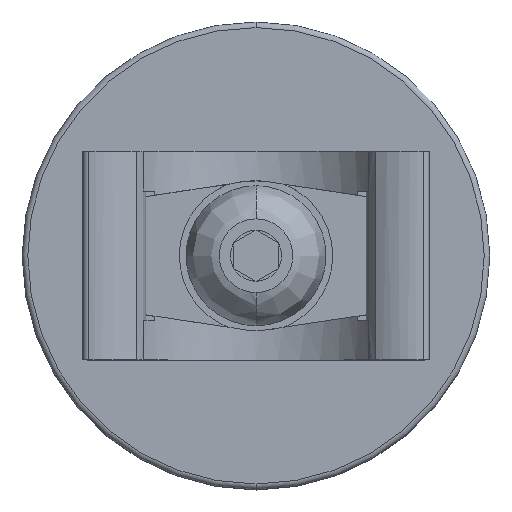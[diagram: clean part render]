
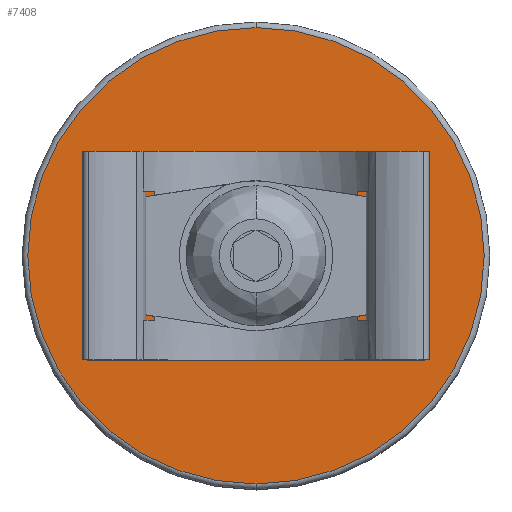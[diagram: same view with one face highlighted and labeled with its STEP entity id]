
A CAD part, top view. The second image highlights one B-rep face of the part: STEP entity #7408.
In plain terms, the highlighted planar face has unit normal (0, 0, 1).
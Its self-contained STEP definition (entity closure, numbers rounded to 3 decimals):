
#7257=CARTESIAN_POINT('',(9.39,9.528,0.592));
#7258=VERTEX_POINT('',#7257);
#7274=CARTESIAN_POINT('',(9.39,8.308,0.592));
#7275=VERTEX_POINT('',#7274);
#7283=CARTESIAN_POINT('',(8.78,8.918,0.592));
#7284=VERTEX_POINT('',#7283);
#7285=CARTESIAN_POINT('',(9.39,8.918,0.592));
#7286=DIRECTION('',(0.0,0.0,-1.0));
#7287=DIRECTION('',(-1.0,0.0,0.0));
#7288=AXIS2_PLACEMENT_3D('',#7285,#7286,#7287);
#7289=CIRCLE('',#7288,0.61);
#7290=EDGE_CURVE('',#7275,#7284,#7289,.T.);
#7292=CARTESIAN_POINT('',(9.39,8.918,0.592));
#7293=DIRECTION('',(0.0,0.0,-1.0));
#7294=DIRECTION('',(-1.0,0.0,0.0));
#7295=AXIS2_PLACEMENT_3D('',#7292,#7293,#7294);
#7296=CIRCLE('',#7295,0.61);
#7297=EDGE_CURVE('',#7284,#7258,#7296,.T.);
#7309=CARTESIAN_POINT('',(9.294,8.918,0.592));
#7310=VERTEX_POINT('',#7309);
#7326=CARTESIAN_POINT('',(9.486,8.918,0.592));
#7327=VERTEX_POINT('',#7326);
#7334=CARTESIAN_POINT('',(9.39,8.918,0.592));
#7335=DIRECTION('',(0.0,0.0,-1.0));
#7336=DIRECTION('',(-1.0,0.0,0.0));
#7337=AXIS2_PLACEMENT_3D('',#7334,#7335,#7336);
#7338=CIRCLE('',#7337,0.096);
#7339=EDGE_CURVE('',#7310,#7327,#7338,.T.);
#7376=CARTESIAN_POINT('',(9.39,8.918,0.592));
#7377=DIRECTION('',(0.0,0.0,-1.0));
#7378=DIRECTION('',(-1.0,0.0,0.0));
#7379=AXIS2_PLACEMENT_3D('',#7376,#7377,#7378);
#7380=CIRCLE('',#7379,0.096);
#7381=EDGE_CURVE('',#7327,#7310,#7380,.T.);
#7388=CARTESIAN_POINT('',(9.037,8.918,0.592));
#7389=DIRECTION('',(0.0,0.0,1.0));
#7390=DIRECTION('',(0.0,-1.0,0.0));
#7391=AXIS2_PLACEMENT_3D('',#7388,#7389,#7390);
#7392=PLANE('',#7391);
#7393=ORIENTED_EDGE('',*,*,#7297,.F.);
#7394=ORIENTED_EDGE('',*,*,#7290,.F.);
#7395=CARTESIAN_POINT('',(9.39,8.918,0.592));
#7396=DIRECTION('',(0.0,0.0,-1.0));
#7397=DIRECTION('',(-1.0,0.0,0.0));
#7398=AXIS2_PLACEMENT_3D('',#7395,#7396,#7397);
#7399=CIRCLE('',#7398,0.61);
#7400=EDGE_CURVE('',#7258,#7275,#7399,.T.);
#7401=ORIENTED_EDGE('',*,*,#7400,.F.);
#7402=EDGE_LOOP('',(#7393,#7394,#7401));
#7403=FACE_OUTER_BOUND('',#7402,.T.);
#7404=ORIENTED_EDGE('',*,*,#7339,.T.);
#7405=ORIENTED_EDGE('',*,*,#7381,.T.);
#7406=EDGE_LOOP('',(#7404,#7405));
#7407=FACE_BOUND('',#7406,.T.);
#7408=ADVANCED_FACE('',(#7403,#7407),#7392,.T.);
